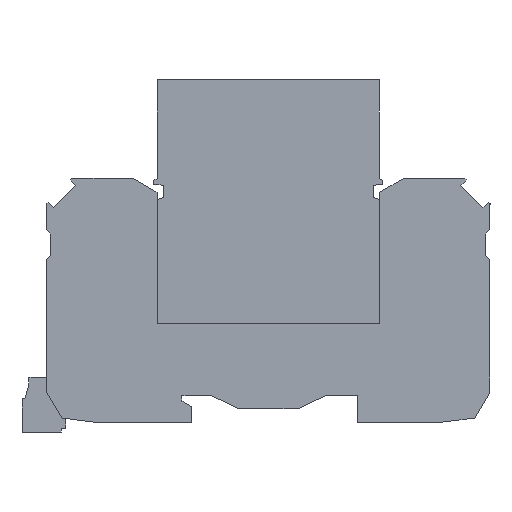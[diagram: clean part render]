
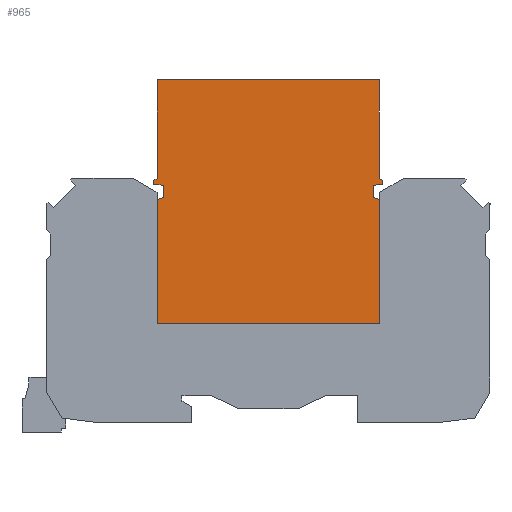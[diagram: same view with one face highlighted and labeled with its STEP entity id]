
A CAD part, left-side view. The second image highlights one B-rep face of the part: STEP entity #965.
In plain terms, the highlighted planar face has unit normal (-1, 0, 0).
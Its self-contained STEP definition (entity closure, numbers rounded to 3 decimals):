
#965=ADVANCED_FACE('',(#2147),#2148,.T.);
#2147=FACE_OUTER_BOUND('',#3497,.T.);
#2148=PLANE('',#3498);
#3497=EDGE_LOOP('',(#6528,#6529,#6530,#6531,#6532,#6533,#6534,#6535,#6536,#6537,#6538,#6539,#6540,#6541,#6542,#6543));
#3498=AXIS2_PLACEMENT_3D('',#6544,#6545,#6546);
#6528=ORIENTED_EDGE('',*,*,#9253,.T.);
#6529=ORIENTED_EDGE('',*,*,#9254,.T.);
#6530=ORIENTED_EDGE('',*,*,#9255,.T.);
#6531=ORIENTED_EDGE('',*,*,#8778,.F.);
#6532=ORIENTED_EDGE('',*,*,#8503,.F.);
#6533=ORIENTED_EDGE('',*,*,#8440,.F.);
#6534=ORIENTED_EDGE('',*,*,#9256,.T.);
#6535=ORIENTED_EDGE('',*,*,#9257,.T.);
#6536=ORIENTED_EDGE('',*,*,#9258,.T.);
#6537=ORIENTED_EDGE('',*,*,#9259,.T.);
#6538=ORIENTED_EDGE('',*,*,#9260,.T.);
#6539=ORIENTED_EDGE('',*,*,#9261,.T.);
#6540=ORIENTED_EDGE('',*,*,#8262,.T.);
#6541=ORIENTED_EDGE('',*,*,#9262,.T.);
#6542=ORIENTED_EDGE('',*,*,#9263,.T.);
#6543=ORIENTED_EDGE('',*,*,#9264,.T.);
#6544=CARTESIAN_POINT('',(0.05,44.9,46.75));
#6545=DIRECTION('',(-1.0,0.,0.));
#6546=DIRECTION('',(0.,0.0,1.0));
#8262=EDGE_CURVE('',#9876,#9874,#9877,.T.);
#8440=EDGE_CURVE('',#10213,#10176,#10215,.T.);
#8503=EDGE_CURVE('',#10176,#10317,#10318,.T.);
#8778=EDGE_CURVE('',#10317,#10712,#10713,.T.);
#9253=EDGE_CURVE('',#11394,#11395,#11396,.T.);
#9254=EDGE_CURVE('',#11395,#11397,#11398,.T.);
#9255=EDGE_CURVE('',#11397,#10712,#11399,.T.);
#9256=EDGE_CURVE('',#10213,#11400,#11401,.T.);
#9257=EDGE_CURVE('',#11400,#11402,#11403,.T.);
#9258=EDGE_CURVE('',#11402,#11404,#11405,.T.);
#9259=EDGE_CURVE('',#11404,#11406,#11407,.T.);
#9260=EDGE_CURVE('',#11406,#11408,#11409,.T.);
#9261=EDGE_CURVE('',#11408,#9876,#11410,.T.);
#9262=EDGE_CURVE('',#9874,#11411,#11412,.T.);
#9263=EDGE_CURVE('',#11411,#11413,#11414,.T.);
#9264=EDGE_CURVE('',#11413,#11394,#11415,.T.);
#9874=VERTEX_POINT('',#12212);
#9876=VERTEX_POINT('',#12215);
#9877=LINE('',#12216,#12217);
#10176=VERTEX_POINT('',#13035);
#10213=VERTEX_POINT('',#13090);
#10215=LINE('',#13093,#13094);
#10317=VERTEX_POINT('',#13241);
#10318=LINE('',#13242,#13243);
#10712=VERTEX_POINT('',#13820);
#10713=LINE('',#13821,#13822);
#11394=VERTEX_POINT('',#14834);
#11395=VERTEX_POINT('',#14835);
#11396=LINE('',#14836,#14837);
#11397=VERTEX_POINT('',#14838);
#11398=LINE('',#14839,#14840);
#11399=LINE('',#14841,#14842);
#11400=VERTEX_POINT('',#14843);
#11401=LINE('',#14844,#14845);
#11402=VERTEX_POINT('',#14846);
#11403=LINE('',#14847,#14848);
#11404=VERTEX_POINT('',#14849);
#11405=LINE('',#14850,#14851);
#11406=VERTEX_POINT('',#14852);
#11407=LINE('',#14853,#14854);
#11408=VERTEX_POINT('',#14855);
#11409=LINE('',#14856,#14857);
#11410=LINE('',#14858,#14859);
#11411=VERTEX_POINT('',#14860);
#11412=LINE('',#14861,#14862);
#11413=VERTEX_POINT('',#14863);
#11414=LINE('',#14864,#14865);
#11415=LINE('',#14866,#14867);
#12212=CARTESIAN_POINT('',(0.05,67.4,71.4));
#12215=CARTESIAN_POINT('',(0.05,22.4,71.4));
#12216=CARTESIAN_POINT('',(0.05,177.171,71.4));
#12217=VECTOR('',#16373,1.0);
#13035=CARTESIAN_POINT('',(0.05,22.35,22.1));
#13090=CARTESIAN_POINT('',(0.05,22.35,47.145));
#13093=CARTESIAN_POINT('',(0.05,22.35,-162.968));
#13094=VECTOR('',#16433,1.0);
#13241=CARTESIAN_POINT('',(0.05,67.45,22.1));
#13242=CARTESIAN_POINT('',(0.05,177.171,22.1));
#13243=VECTOR('',#16497,1.0);
#13820=CARTESIAN_POINT('',(0.05,67.45,47.145));
#13821=CARTESIAN_POINT('',(0.05,67.45,-162.968));
#13822=VECTOR('',#16714,1.0);
#14834=CARTESIAN_POINT('',(0.05,68.1,50.203));
#14835=CARTESIAN_POINT('',(0.05,66.217,50.038));
#14836=CARTESIAN_POINT('',(0.05,177.171,59.745));
#14837=VECTOR('',#17046,1.0);
#14838=CARTESIAN_POINT('',(0.05,66.217,47.594));
#14839=CARTESIAN_POINT('',(0.05,66.217,-162.968));
#14840=VECTOR('',#17047,1.0);
#14841=CARTESIAN_POINT('',(0.05,177.171,7.21));
#14842=VECTOR('',#17048,1.0);
#14843=CARTESIAN_POINT('',(0.05,23.583,47.594));
#14844=CARTESIAN_POINT('',(0.05,177.171,103.496));
#14845=VECTOR('',#17049,1.0);
#14846=CARTESIAN_POINT('',(0.05,23.583,50.038));
#14847=CARTESIAN_POINT('',(0.05,23.583,-162.968));
#14848=VECTOR('',#17050,1.0);
#14849=CARTESIAN_POINT('',(0.05,21.7,50.203));
#14850=CARTESIAN_POINT('',(0.05,177.171,36.601));
#14851=VECTOR('',#17051,1.0);
#14852=CARTESIAN_POINT('',(0.05,21.7,51.085));
#14853=CARTESIAN_POINT('',(0.05,21.7,-162.968));
#14854=VECTOR('',#17052,1.0);
#14855=CARTESIAN_POINT('',(0.05,22.4,51.397));
#14856=CARTESIAN_POINT('',(0.05,177.171,120.305));
#14857=VECTOR('',#17053,1.0);
#14858=CARTESIAN_POINT('',(0.05,22.4,-162.968));
#14859=VECTOR('',#17054,1.0);
#14860=CARTESIAN_POINT('',(0.05,67.4,51.397));
#14861=CARTESIAN_POINT('',(0.05,67.4,-162.968));
#14862=VECTOR('',#17055,1.0);
#14863=CARTESIAN_POINT('',(0.05,68.1,51.085));
#14864=CARTESIAN_POINT('',(0.05,177.171,2.524));
#14865=VECTOR('',#17056,1.0);
#14866=CARTESIAN_POINT('',(0.05,68.1,-162.968));
#14867=VECTOR('',#17057,1.0);
#16373=DIRECTION('',(0.,1.0,0.));
#16433=DIRECTION('',(0.0,0.,-1.0));
#16497=DIRECTION('',(0.,1.0,0.));
#16714=DIRECTION('',(0.0,0.,1.0));
#17046=DIRECTION('',(0.,-0.996,-0.087));
#17047=DIRECTION('',(0.,0.,-1.0));
#17048=DIRECTION('',(0.,0.94,-0.342));
#17049=DIRECTION('',(0.,0.94,0.342));
#17050=DIRECTION('',(0.,0.,1.0));
#17051=DIRECTION('',(0.,-0.996,0.087));
#17052=DIRECTION('',(0.0,0.,1.0));
#17053=DIRECTION('',(0.,0.914,0.407));
#17054=DIRECTION('',(0.0,0.,1.0));
#17055=DIRECTION('',(0.0,0.,-1.0));
#17056=DIRECTION('',(0.,0.914,-0.407));
#17057=DIRECTION('',(0.0,0.,-1.0));
